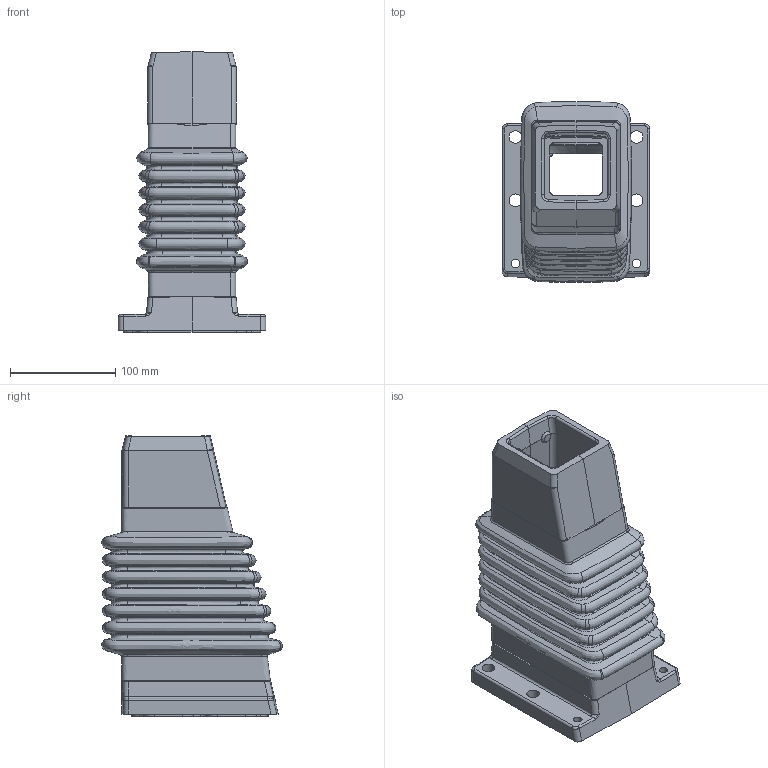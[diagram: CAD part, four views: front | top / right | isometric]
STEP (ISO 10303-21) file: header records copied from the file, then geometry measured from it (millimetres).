
FILE_DESCRIPTION (( 'STEP AP214' ), '1' );
FILE_NAME ('49617000.STEP', '2016-03-03T08:34:59', ( 'Macha' ), ( 'Hewlett-Packard Company' ), 'SwSTEP 2.0', 'SolidWorks 2015', '' );
FILE_SCHEMA (( 'AUTOMOTIVE_DESIGN' ));
Length unit declared in the file: millimetre
Products named in the file (20): 93232; 93099; 83049; 93209; 93242; 93265; 82280_49617000_Dichtung f〉 Wandgelenkflansch; 82115; 12426; 84113; 84076; 94644; 12671; 12672; 92261; 94618_Eingebaut; 49617000; 93231; 93113
Assembly tree (27 placements, depth 3):
  49617000
    12672
      12672
    12671
    94644  x2
    84076
    84113
    12426
    82115
    82280_49617000_Dichtung f〉 Wandgelenkflansch
    93265  x2
    93242
    93209  x2
    83049  x2
    93099  x2
    93232  x2
    93113  x2
    93231  x2
    94618_Eingebaut
    92261
Bounding box: 140 x 171.44 x 266.4 mm (x, y, z)
Volume: 804847.9 mm3; surface area: 485862.8 mm2
Topology: 25 solids, 26 shells, 3266 faces, 8760 edges, 5652 vertices
Faces by surface type: bspline 1306, plane 1276, cylinder 469, torus 107, cone 86, sphere 22
Entity records: 212284 total; most frequent: CARTESIAN_POINT 141387, ORIENTED_EDGE 16808, DIRECTION 10125, EDGE_CURVE 8404, VERTEX_POINT 5483, VECTOR 3951, LINE 3951, EDGE_LOOP 3341
